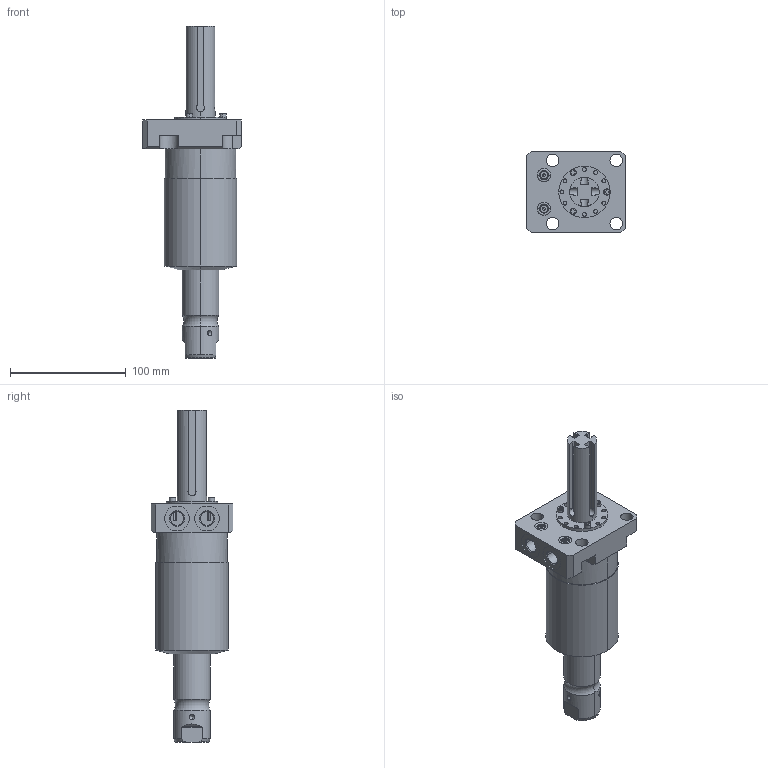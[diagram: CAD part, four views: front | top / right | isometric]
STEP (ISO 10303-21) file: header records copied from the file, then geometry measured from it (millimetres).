
FILE_DESCRIPTION((''),'2;1');
FILE_NAME('ILCM41422228PS','2020-05-22T',('jweaver'),(''),'PRO/ENGINEER BY PARAMETRIC TECHNOLOGY CORPORATION, 2013320','PRO/ENGINEER BY PARAMETRIC TECHNOLOGY CORPORATION, 2013320','');
FILE_SCHEMA(('AUTOMOTIVE_DESIGN { 1 0 10303 214 1 1 1 1 }'));
Length unit declared in the file: millimetre
Products named in the file (1): ILCM41422228PS
Bounding box: 85.5 x 70.87 x 287.1 mm (x, y, z)
Volume: 533152.2 mm3; surface area: 65917.8 mm2
Topology: 1 solids, 15 shells, 282 faces, 677 edges, 438 vertices
Faces by surface type: plane 134, cylinder 114, cone 22, torus 12
Entity records: 8592 total; most frequent: CARTESIAN_POINT 1622, DIRECTION 1493, ORIENTED_EDGE 1310, EDGE_CURVE 669, AXIS2_PLACEMENT_3D 571, VERTEX_POINT 438, VECTOR 351, LINE 351
